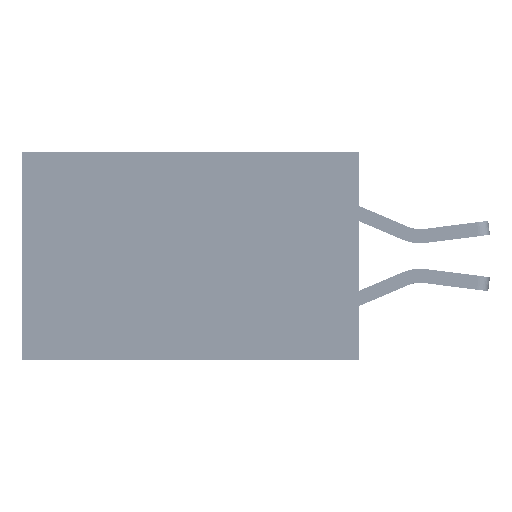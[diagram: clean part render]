
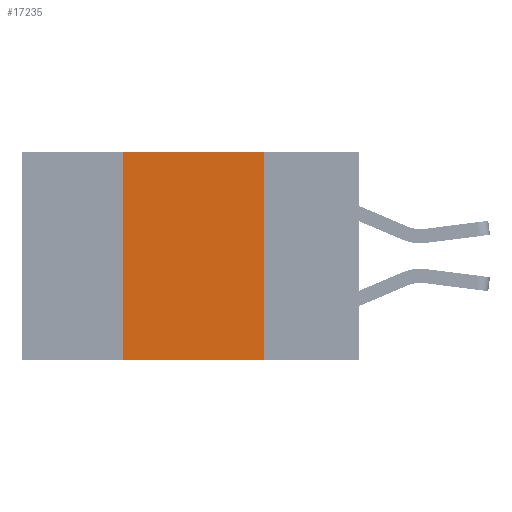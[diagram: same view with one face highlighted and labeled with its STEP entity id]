
A CAD part, left-side view. The second image highlights one B-rep face of the part: STEP entity #17235.
In plain terms, the highlighted planar face has unit normal (-1, 0, 0).
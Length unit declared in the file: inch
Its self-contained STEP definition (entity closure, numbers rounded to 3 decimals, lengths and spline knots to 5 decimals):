
#64 = LINE ( 'NONE', #5868, #3750 ) ;
#2470 = VECTOR ( 'NONE', #15190, 39.37008 ) ;
#2556 = DIRECTION ( 'NONE',  ( 0., 0., -1. ) ) ;
#2591 = DIRECTION ( 'NONE',  ( 0., -1., 0. ) ) ;
#3750 = VECTOR ( 'NONE', #2591, 39.37008 ) ;
#3826 = ORIENTED_EDGE ( 'NONE', *, *, #33749, .F. ) ;
#5868 = CARTESIAN_POINT ( 'NONE',  ( 0., 0.6, 0. ) ) ;
#7321 = EDGE_LOOP ( 'NONE', ( #14274, #13941, #3826, #15628 ) ) ;
#12912 = CARTESIAN_POINT ( 'NONE',  ( 0., 0.17, 0. ) ) ;
#13941 = ORIENTED_EDGE ( 'NONE', *, *, #37679, .F. ) ;
#14000 = DIRECTION ( 'NONE',  ( 1., 0., 0. ) ) ;
#14086 = LINE ( 'NONE', #18734, #2470 ) ;
#14274 = ORIENTED_EDGE ( 'NONE', *, *, #19032, .F. ) ;
#15190 = DIRECTION ( 'NONE',  ( 0., 0., 1. ) ) ;
#15628 = ORIENTED_EDGE ( 'NONE', *, *, #16555, .T. ) ;
#16555 = EDGE_CURVE ( 'NONE', #17169, #41120, #24800, .T. ) ;
#17169 = VERTEX_POINT ( 'NONE', #17390 ) ;
#17235 = ADVANCED_FACE ( 'NONE', ( #27877 ), #17820, .F. ) ;
#17390 = CARTESIAN_POINT ( 'NONE',  ( 0., 0.42, -0.37 ) ) ;
#17820 = PLANE ( 'NONE',  #18303 ) ;
#18303 = AXIS2_PLACEMENT_3D ( 'NONE', #37720, #14000, #41436 ) ;
#18734 = CARTESIAN_POINT ( 'NONE',  ( 0., 0.42, 0. ) ) ;
#19032 = EDGE_CURVE ( 'NONE', #28325, #41120, #37693, .T. ) ;
#22786 = VERTEX_POINT ( 'NONE', #40687 ) ;
#24800 = LINE ( 'NONE', #38214, #26937 ) ;
#26937 = VECTOR ( 'NONE', #41341, 39.37008 ) ;
#27877 = FACE_OUTER_BOUND ( 'NONE', #7321, .T. ) ;
#28325 = VERTEX_POINT ( 'NONE', #37181 ) ;
#29803 = VECTOR ( 'NONE', #2556, 39.37008 ) ;
#33749 = EDGE_CURVE ( 'NONE', #17169, #22786, #14086, .T. ) ;
#37181 = CARTESIAN_POINT ( 'NONE',  ( 0., 0.17, 0. ) ) ;
#37679 = EDGE_CURVE ( 'NONE', #22786, #28325, #64, .T. ) ;
#37693 = LINE ( 'NONE', #12912, #29803 ) ;
#37720 = CARTESIAN_POINT ( 'NONE',  ( 0., 0.6, 0. ) ) ;
#38214 = CARTESIAN_POINT ( 'NONE',  ( 0., 0.6, -0.37 ) ) ;
#40687 = CARTESIAN_POINT ( 'NONE',  ( 0., 0.42, 0. ) ) ;
#41120 = VERTEX_POINT ( 'NONE', #41544 ) ;
#41341 = DIRECTION ( 'NONE',  ( 0., -1., 0. ) ) ;
#41436 = DIRECTION ( 'NONE',  ( 0., 0., -1. ) ) ;
#41544 = CARTESIAN_POINT ( 'NONE',  ( 0., 0.17, -0.37 ) ) ;
